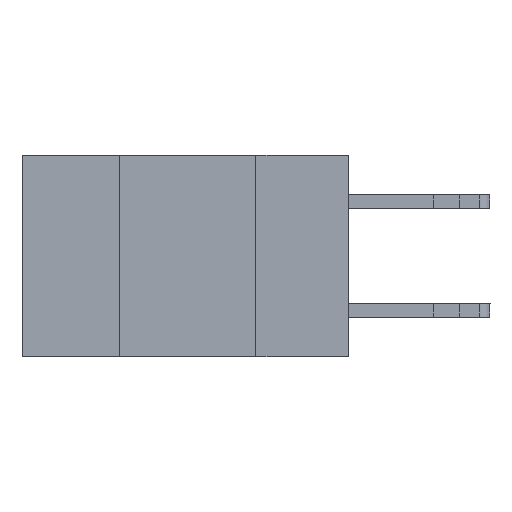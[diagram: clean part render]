
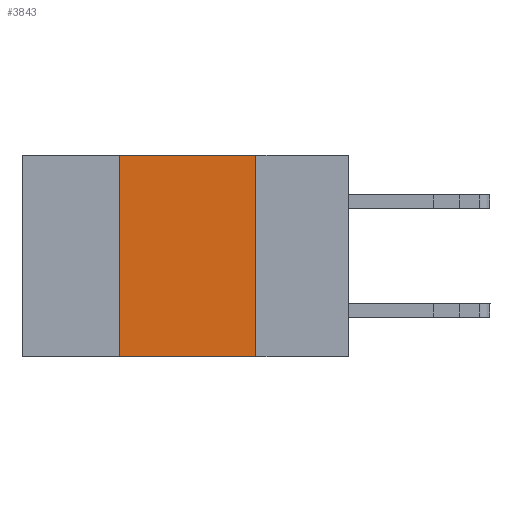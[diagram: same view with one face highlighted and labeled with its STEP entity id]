
A CAD part, left-side view. The second image highlights one B-rep face of the part: STEP entity #3843.
In plain terms, the highlighted planar face has unit normal (-1, 0, 0).
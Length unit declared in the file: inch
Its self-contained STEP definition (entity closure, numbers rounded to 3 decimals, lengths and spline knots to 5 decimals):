
#134 = CARTESIAN_POINT ( 'NONE',  ( 0., 0.6, 0. ) ) ;
#317 = DIRECTION ( 'NONE',  ( 0., -1., 0. ) ) ;
#1577 = CARTESIAN_POINT ( 'NONE',  ( 0., 0.42, -0.37 ) ) ;
#1675 = EDGE_CURVE ( 'NONE', #14971, #9958, #8534, .T. ) ;
#2044 = EDGE_CURVE ( 'NONE', #8492, #9958, #8948, .T. ) ;
#3152 = DIRECTION ( 'NONE',  ( 0., 0., -1. ) ) ;
#3737 = ORIENTED_EDGE ( 'NONE', *, *, #8688, .F. ) ;
#3837 = CARTESIAN_POINT ( 'NONE',  ( 0., 0.42, 0. ) ) ;
#3843 = ADVANCED_FACE ( 'NONE', ( #15312 ), #10461, .F. ) ;
#4674 = ORIENTED_EDGE ( 'NONE', *, *, #2044, .T. ) ;
#4813 = CARTESIAN_POINT ( 'NONE',  ( 0., 0.17, 0. ) ) ;
#5061 = VECTOR ( 'NONE', #14617, 39.37008 ) ;
#5868 = CARTESIAN_POINT ( 'NONE',  ( 0., 0.17, -0.37 ) ) ;
#6815 = VECTOR ( 'NONE', #14846, 39.37008 ) ;
#6832 = ORIENTED_EDGE ( 'NONE', *, *, #1675, .F. ) ;
#7412 = VERTEX_POINT ( 'NONE', #3837 ) ;
#8492 = VERTEX_POINT ( 'NONE', #14333 ) ;
#8534 = LINE ( 'NONE', #10131, #16319 ) ;
#8688 = EDGE_CURVE ( 'NONE', #8492, #7412, #10641, .T. ) ;
#8948 = LINE ( 'NONE', #16480, #5061 ) ;
#9216 = CARTESIAN_POINT ( 'NONE',  ( 0., 0.6, 0. ) ) ;
#9260 = ORIENTED_EDGE ( 'NONE', *, *, #17329, .F. ) ;
#9528 = EDGE_LOOP ( 'NONE', ( #6832, #9260, #3737, #4674 ) ) ;
#9958 = VERTEX_POINT ( 'NONE', #5868 ) ;
#10115 = DIRECTION ( 'NONE',  ( 0., 0., -1. ) ) ;
#10131 = CARTESIAN_POINT ( 'NONE',  ( 0., 0.17, -0.37 ) ) ;
#10461 = PLANE ( 'NONE',  #13348 ) ;
#10641 = LINE ( 'NONE', #1577, #6815 ) ;
#11938 = DIRECTION ( 'NONE',  ( 1., 0., 0. ) ) ;
#13348 = AXIS2_PLACEMENT_3D ( 'NONE', #134, #11938, #3152 ) ;
#13918 = LINE ( 'NONE', #9216, #18748 ) ;
#14333 = CARTESIAN_POINT ( 'NONE',  ( 0., 0.42, -0.37 ) ) ;
#14617 = DIRECTION ( 'NONE',  ( 0., -1., 0. ) ) ;
#14846 = DIRECTION ( 'NONE',  ( 0., 0., 1. ) ) ;
#14971 = VERTEX_POINT ( 'NONE', #4813 ) ;
#15312 = FACE_OUTER_BOUND ( 'NONE', #9528, .T. ) ;
#16319 = VECTOR ( 'NONE', #10115, 39.37008 ) ;
#16480 = CARTESIAN_POINT ( 'NONE',  ( 0., 0.6, -0.37 ) ) ;
#17329 = EDGE_CURVE ( 'NONE', #7412, #14971, #13918, .T. ) ;
#18748 = VECTOR ( 'NONE', #317, 39.37008 ) ;
